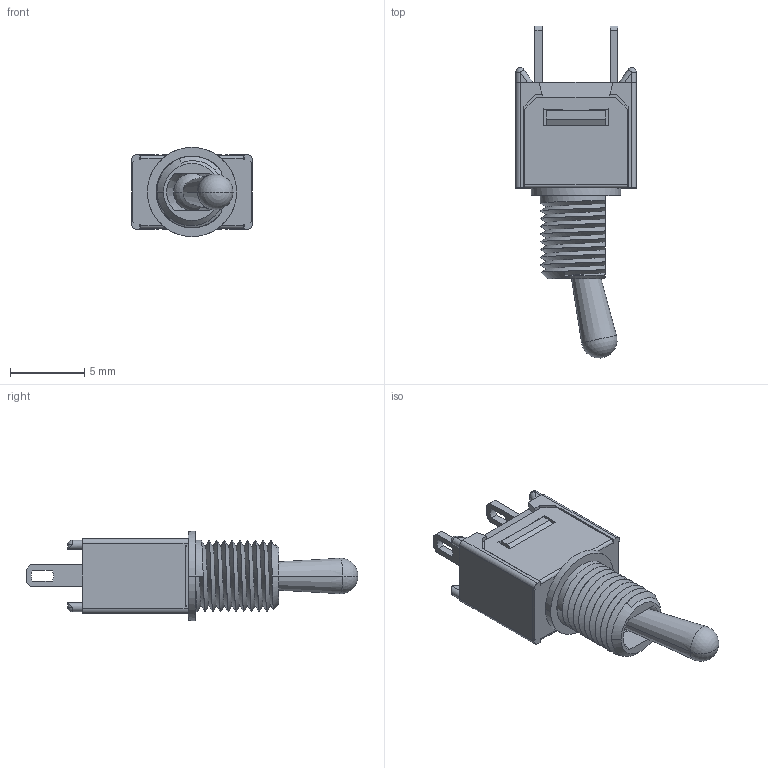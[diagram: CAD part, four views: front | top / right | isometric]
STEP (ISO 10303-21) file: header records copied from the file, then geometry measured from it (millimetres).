
FILE_DESCRIPTION((''),'2;1');
FILE_NAME('ZL31S001','2012-08-01T',('francis'),(''),'PRO/ENGINEER BY PARAMETRIC TECHNOLOGY CORPORATION, 2011370','PRO/ENGINEER BY PARAMETRIC TECHNOLOGY CORPORATION, 2011370','');
FILE_SCHEMA(('CONFIG_CONTROL_DESIGN'));
Length unit declared in the file: millimetre
Products named in the file (1): ZL31S001
Bounding box: 8.1 x 22.33 x 6 mm (x, y, z)
Volume: 223.3 mm3; surface area: 867.8 mm2
Topology: 2 solids, 2 shells, 290 faces, 817 edges, 516 vertices
Faces by surface type: plane 207, cylinder 53, cone 16, sphere 8, bspline 6
Entity records: 12759 total; most frequent: CARTESIAN_POINT 5276, ORIENTED_EDGE 1630, DIRECTION 1431, EDGE_CURVE 815, VECTOR 621, LINE 621, VERTEX_POINT 516, AXIS2_PLACEMENT_3D 405
